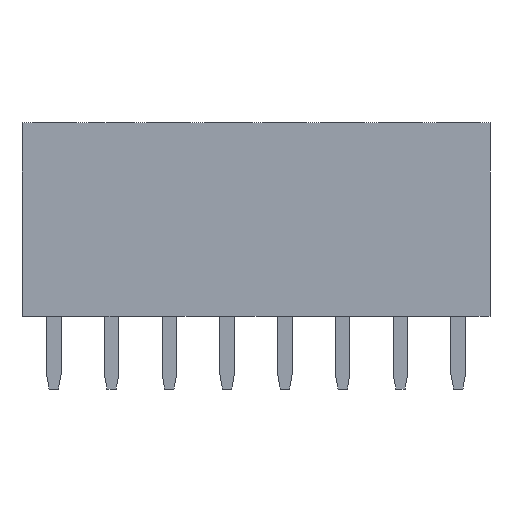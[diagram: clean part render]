
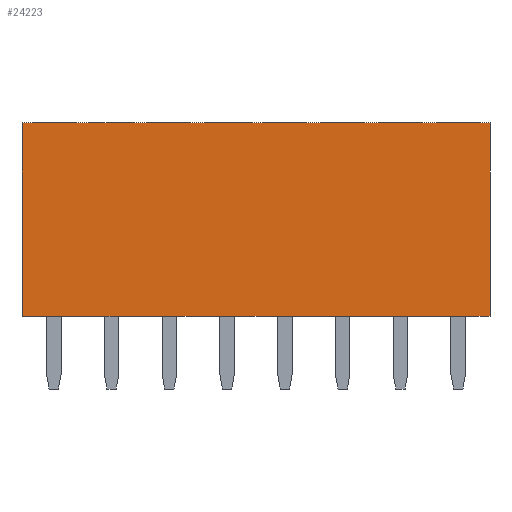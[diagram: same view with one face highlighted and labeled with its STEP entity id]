
A CAD part, front view. The second image highlights one B-rep face of the part: STEP entity #24223.
In plain terms, the highlighted planar face has unit normal (0, -1, 0).
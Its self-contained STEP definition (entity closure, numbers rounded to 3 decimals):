
#10335 = PLANE('',#10336);
#10336 = AXIS2_PLACEMENT_3D('',#10337,#10338,#10339);
#10337 = CARTESIAN_POINT('',(-10.285,-1.013,0.));
#10338 = DIRECTION('',(0.,0.,-1.));
#10339 = DIRECTION('',(0.,1.,0.));
#10628 = PLANE('',#10629);
#10629 = AXIS2_PLACEMENT_3D('',#10630,#10631,#10632);
#10630 = CARTESIAN_POINT('',(-10.285,0.,8.5));
#10631 = DIRECTION('',(0.,0.,1.));
#10632 = DIRECTION('',(0.,-1.,0.));
#11711 = PLANE('',#11712);
#11712 = AXIS2_PLACEMENT_3D('',#11713,#11714,#11715);
#11713 = CARTESIAN_POINT('',(10.285,0.,4.101)
  );
#11714 = DIRECTION('',(1.,0.,0.));
#11715 = DIRECTION('',(0.,1.,0.));
#12298 = VERTEX_POINT('',#12299);
#12299 = CARTESIAN_POINT('',(10.285,-1.25,0.));
#12320 = EDGE_CURVE('',#12321,#12298,#12323,.T.);
#12321 = VERTEX_POINT('',#12322);
#12322 = CARTESIAN_POINT('',(-10.285,-1.25,0.));
#12323 = SURFACE_CURVE('',#12324,(#12328,#12335),.PCURVE_S1.);
#12324 = LINE('',#12325,#12326);
#12325 = CARTESIAN_POINT('',(-10.285,-1.25,0.));
#12326 = VECTOR('',#12327,1.);
#12327 = DIRECTION('',(1.,0.,0.));
#12328 = PCURVE('',#10335,#12329);
#12329 = DEFINITIONAL_REPRESENTATION('',(#12330),#12334);
#12330 = LINE('',#12331,#12332);
#12331 = CARTESIAN_POINT('',(-0.238,0.));
#12332 = VECTOR('',#12333,1.);
#12333 = DIRECTION('',(0.,1.));
#12334 = ( GEOMETRIC_REPRESENTATION_CONTEXT(2) 
PARAMETRIC_REPRESENTATION_CONTEXT() REPRESENTATION_CONTEXT('2D SPACE',''
  ) );
#12335 = PCURVE('',#12336,#12341);
#12336 = PLANE('',#12337);
#12337 = AXIS2_PLACEMENT_3D('',#12338,#12339,#12340);
#12338 = CARTESIAN_POINT('',(-10.285,-1.25,4.25));
#12339 = DIRECTION('',(0.,-1.,0.));
#12340 = DIRECTION('',(0.,0.,-1.));
#12341 = DEFINITIONAL_REPRESENTATION('',(#12342),#12346);
#12342 = LINE('',#12343,#12344);
#12343 = CARTESIAN_POINT('',(4.25,0.));
#12344 = VECTOR('',#12345,1.);
#12345 = DIRECTION('',(0.,1.));
#12346 = ( GEOMETRIC_REPRESENTATION_CONTEXT(2) 
PARAMETRIC_REPRESENTATION_CONTEXT() REPRESENTATION_CONTEXT('2D SPACE',''
  ) );
#12364 = PLANE('',#12365);
#12365 = AXIS2_PLACEMENT_3D('',#12366,#12367,#12368);
#12366 = CARTESIAN_POINT('',(-10.285,0.,4.101
    ));
#12367 = DIRECTION('',(1.,0.,0.));
#12368 = DIRECTION('',(0.,1.,0.));
#23621 = VERTEX_POINT('',#23622);
#23622 = CARTESIAN_POINT('',(10.285,-1.25,8.5));
#23674 = VERTEX_POINT('',#23675);
#23675 = CARTESIAN_POINT('',(-10.285,-1.25,8.5));
#23696 = EDGE_CURVE('',#23674,#23621,#23697,.T.);
#23697 = SURFACE_CURVE('',#23698,(#23702,#23709),.PCURVE_S1.);
#23698 = LINE('',#23699,#23700);
#23699 = CARTESIAN_POINT('',(-10.285,-1.25,8.5));
#23700 = VECTOR('',#23701,1.);
#23701 = DIRECTION('',(1.,0.,0.));
#23702 = PCURVE('',#10628,#23703);
#23703 = DEFINITIONAL_REPRESENTATION('',(#23704),#23708);
#23704 = LINE('',#23705,#23706);
#23705 = CARTESIAN_POINT('',(1.25,0.));
#23706 = VECTOR('',#23707,1.);
#23707 = DIRECTION('',(0.,1.));
#23708 = ( GEOMETRIC_REPRESENTATION_CONTEXT(2) 
PARAMETRIC_REPRESENTATION_CONTEXT() REPRESENTATION_CONTEXT('2D SPACE',''
  ) );
#23709 = PCURVE('',#12336,#23710);
#23710 = DEFINITIONAL_REPRESENTATION('',(#23711),#23715);
#23711 = LINE('',#23712,#23713);
#23712 = CARTESIAN_POINT('',(-4.25,0.));
#23713 = VECTOR('',#23714,1.);
#23714 = DIRECTION('',(0.,1.));
#23715 = ( GEOMETRIC_REPRESENTATION_CONTEXT(2) 
PARAMETRIC_REPRESENTATION_CONTEXT() REPRESENTATION_CONTEXT('2D SPACE',''
  ) );
#24223 = ADVANCED_FACE('',(#24224),#12336,.T.);
#24224 = FACE_BOUND('',#24225,.T.);
#24225 = EDGE_LOOP('',(#24226,#24247,#24248,#24269));
#24226 = ORIENTED_EDGE('',*,*,#24227,.T.);
#24227 = EDGE_CURVE('',#12298,#23621,#24228,.T.);
#24228 = SURFACE_CURVE('',#24229,(#24233,#24240),.PCURVE_S1.);
#24229 = LINE('',#24230,#24231);
#24230 = CARTESIAN_POINT('',(10.285,-1.25,0.));
#24231 = VECTOR('',#24232,1.);
#24232 = DIRECTION('',(0.,0.,1.));
#24233 = PCURVE('',#12336,#24234);
#24234 = DEFINITIONAL_REPRESENTATION('',(#24235),#24239);
#24235 = LINE('',#24236,#24237);
#24236 = CARTESIAN_POINT('',(4.25,20.57));
#24237 = VECTOR('',#24238,1.);
#24238 = DIRECTION('',(-1.,0.));
#24239 = ( GEOMETRIC_REPRESENTATION_CONTEXT(2) 
PARAMETRIC_REPRESENTATION_CONTEXT() REPRESENTATION_CONTEXT('2D SPACE',''
  ) );
#24240 = PCURVE('',#11711,#24241);
#24241 = DEFINITIONAL_REPRESENTATION('',(#24242),#24246);
#24242 = LINE('',#24243,#24244);
#24243 = CARTESIAN_POINT('',(-1.25,-4.101));
#24244 = VECTOR('',#24245,1.);
#24245 = DIRECTION('',(0.,1.));
#24246 = ( GEOMETRIC_REPRESENTATION_CONTEXT(2) 
PARAMETRIC_REPRESENTATION_CONTEXT() REPRESENTATION_CONTEXT('2D SPACE',''
  ) );
#24247 = ORIENTED_EDGE('',*,*,#23696,.F.);
#24248 = ORIENTED_EDGE('',*,*,#24249,.F.);
#24249 = EDGE_CURVE('',#12321,#23674,#24250,.T.);
#24250 = SURFACE_CURVE('',#24251,(#24255,#24262),.PCURVE_S1.);
#24251 = LINE('',#24252,#24253);
#24252 = CARTESIAN_POINT('',(-10.285,-1.25,0.));
#24253 = VECTOR('',#24254,1.);
#24254 = DIRECTION('',(0.,0.,1.));
#24255 = PCURVE('',#12336,#24256);
#24256 = DEFINITIONAL_REPRESENTATION('',(#24257),#24261);
#24257 = LINE('',#24258,#24259);
#24258 = CARTESIAN_POINT('',(4.25,0.));
#24259 = VECTOR('',#24260,1.);
#24260 = DIRECTION('',(-1.,0.));
#24261 = ( GEOMETRIC_REPRESENTATION_CONTEXT(2) 
PARAMETRIC_REPRESENTATION_CONTEXT() REPRESENTATION_CONTEXT('2D SPACE',''
  ) );
#24262 = PCURVE('',#12364,#24263);
#24263 = DEFINITIONAL_REPRESENTATION('',(#24264),#24268);
#24264 = LINE('',#24265,#24266);
#24265 = CARTESIAN_POINT('',(-1.25,-4.101));
#24266 = VECTOR('',#24267,1.);
#24267 = DIRECTION('',(0.,1.));
#24268 = ( GEOMETRIC_REPRESENTATION_CONTEXT(2) 
PARAMETRIC_REPRESENTATION_CONTEXT() REPRESENTATION_CONTEXT('2D SPACE',''
  ) );
#24269 = ORIENTED_EDGE('',*,*,#12320,.T.);
